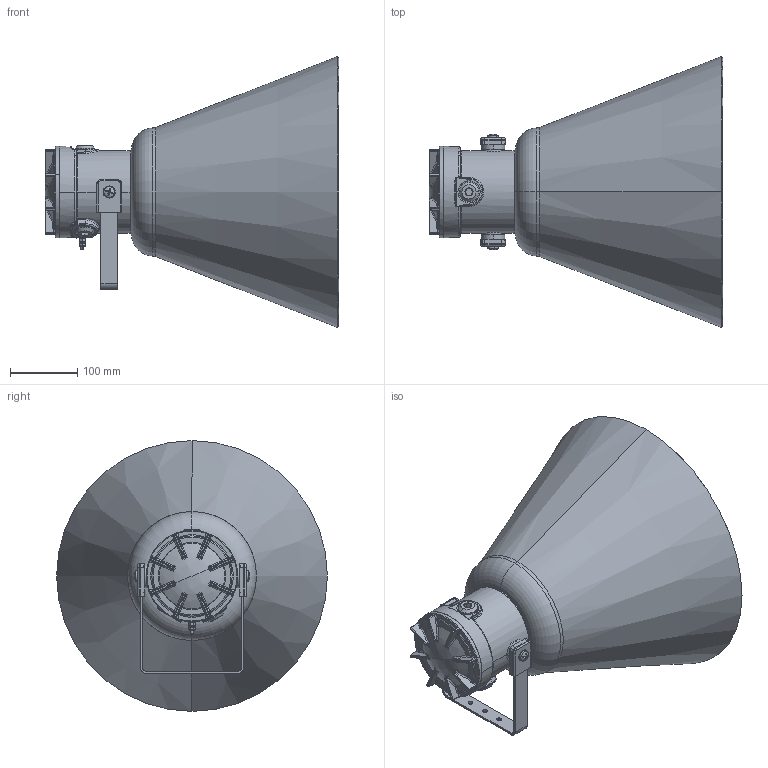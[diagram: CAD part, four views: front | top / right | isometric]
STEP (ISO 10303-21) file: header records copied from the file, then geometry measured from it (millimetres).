
FILE_DESCRIPTION (( 'STEP AP214' ), '1' );
FILE_NAME ('D199-05-071-3D_Issue_1.STEP', '2022-01-19T14:54:43', ( '' ), ( '' ), 'SwSTEP 2.0', 'SolidWorks 2021', '' );
FILE_SCHEMA (( 'AUTOMOTIVE_DESIGN' ));
Length unit declared in the file: millimetre
Products named in the file (17): D2411-3D_Issue_A; Sounder_Casting_2D Drawing; M8 screw; D199-05-071-3D_Issue_1; D2430-3D_Issue_B; S2H Horn; WAM8A4; Gasket; M20BRASS_Brass; WASGM5A4; D2410-3D_Issue_B; SCNUTM5A4; Sounder_Lid; Sounder_Enclosure_S110; WAM5A4; WASGM8A4; STUD
Assembly tree (26 placements, depth 3):
  D199-05-071-3D_Issue_1
    Sounder_Enclosure_S110
      Sounder_Casting_2D Drawing
      D2430-3D_Issue_B
      D2411-3D_Issue_A  x2
      D2410-3D_Issue_B  x2
      WAM8A4  x2
      WASGM8A4  x2
      M8 screw  x2
      STUD
      WASGM5A4  x2
      WAM5A4  x3
      SCNUTM5A4  x2
    Sounder_Lid
    Gasket
    M20BRASS_Brass  x2
    S2H Horn
Bounding box: 437.5 x 403.21 x 403.21 mm (x, y, z)
Volume: 4433352.2 mm3; surface area: 892526.4 mm2
Topology: 25 solids, 26 shells, 1143 faces, 2603 edges, 1515 vertices
Faces by surface type: cylinder 286, plane 248, bspline 221, torus 164, cone 122, sphere 102
Entity records: 35888 total; most frequent: CARTESIAN_POINT 15034, ORIENTED_EDGE 4248, DIRECTION 4144, EDGE_CURVE 2124, AXIS2_PLACEMENT_3D 1836, VERTEX_POINT 1235, CIRCLE 1081, EDGE_LOOP 995
